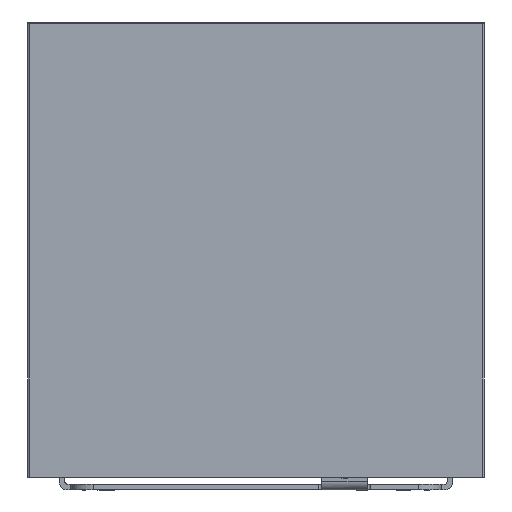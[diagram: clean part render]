
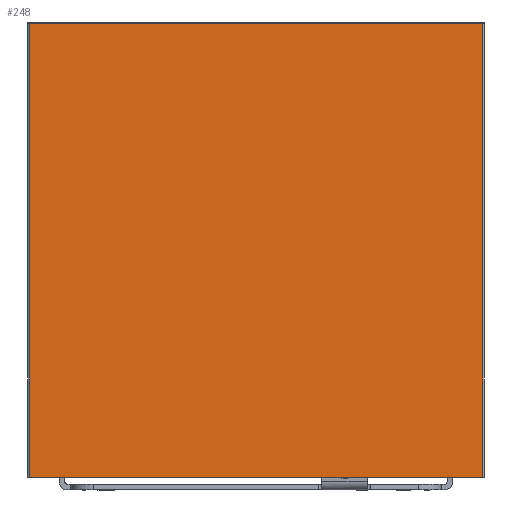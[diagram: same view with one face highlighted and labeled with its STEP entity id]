
A CAD part, front view. The second image highlights one B-rep face of the part: STEP entity #248.
In plain terms, the highlighted planar face has unit normal (0, 1, 0).
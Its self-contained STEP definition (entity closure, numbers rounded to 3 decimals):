
#248=ADVANCED_FACE('',(#401),#2222,.T.);
#401=FACE_OUTER_BOUND('',#533,.T.);
#533=EDGE_LOOP('',(#788,#789,#790,#791));
#788=ORIENTED_EDGE('',*,*,#1435,.T.);
#789=ORIENTED_EDGE('',*,*,#1438,.T.);
#790=ORIENTED_EDGE('',*,*,#1437,.T.);
#791=ORIENTED_EDGE('',*,*,#1436,.T.);
#1435=EDGE_CURVE('',#2019,#2002,#1789,.T.);
#1436=EDGE_CURVE('',#2020,#2019,#1790,.T.);
#1437=EDGE_CURVE('',#2021,#2020,#1791,.T.);
#1438=EDGE_CURVE('',#2002,#2021,#1792,.T.);
#1789=B_SPLINE_CURVE_WITH_KNOTS('',1,(#3190,#3191),.UNSPECIFIED.,.F.,.F.,
(2,2),(-159.,0.),.UNSPECIFIED.);
#1790=B_SPLINE_CURVE_WITH_KNOTS('',1,(#3192,#3193),.UNSPECIFIED.,.F.,.F.,
(2,2),(-159.,0.),.UNSPECIFIED.);
#1791=B_SPLINE_CURVE_WITH_KNOTS('',1,(#3194,#3195),.UNSPECIFIED.,.F.,.F.,
(2,2),(-159.,0.),.UNSPECIFIED.);
#1792=B_SPLINE_CURVE_WITH_KNOTS('',1,(#3196,#3197),.UNSPECIFIED.,.F.,.F.,
(2,2),(-159.,0.),.UNSPECIFIED.);
#2002=VERTEX_POINT('',#3048);
#2019=VERTEX_POINT('',#3065);
#2020=VERTEX_POINT('',#3066);
#2021=VERTEX_POINT('',#3067);
#2222=PLANE('',#2309);
#2309=AXIS2_PLACEMENT_3D('',#2580,#2380,$);
#2380=DIRECTION('',(0.,1.,0.));
#2580=CARTESIAN_POINT('',(-96.01,-80.,-156.01));
#3048=CARTESIAN_POINT('',(79.5,-80.,-139.5));
#3065=CARTESIAN_POINT('',(79.5,-80.,19.5));
#3066=CARTESIAN_POINT('',(-79.5,-80.,19.5));
#3067=CARTESIAN_POINT('',(-79.5,-80.,-139.5));
#3190=CARTESIAN_POINT('',(79.5,-80.,19.5));
#3191=CARTESIAN_POINT('',(79.5,-80.,-139.5));
#3192=CARTESIAN_POINT('',(-79.5,-80.,19.5));
#3193=CARTESIAN_POINT('',(79.5,-80.,19.5));
#3194=CARTESIAN_POINT('',(-79.5,-80.,-139.5));
#3195=CARTESIAN_POINT('',(-79.5,-80.,19.5));
#3196=CARTESIAN_POINT('',(79.5,-80.,-139.5));
#3197=CARTESIAN_POINT('',(-79.5,-80.,-139.5));
